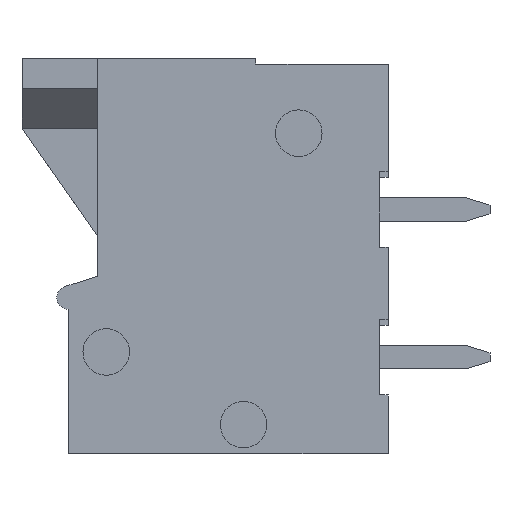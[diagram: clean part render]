
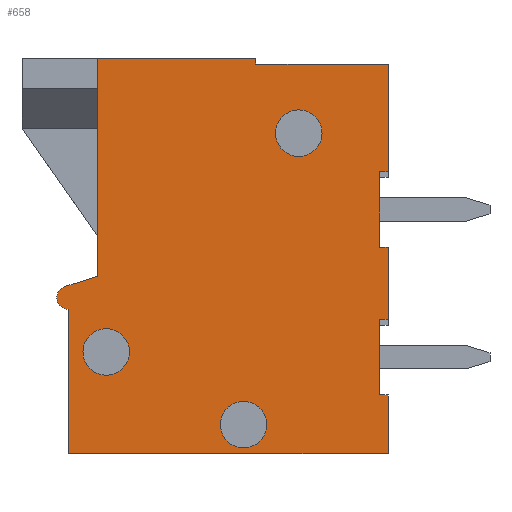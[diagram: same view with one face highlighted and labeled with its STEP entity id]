
A CAD part, left-side view. The second image highlights one B-rep face of the part: STEP entity #658.
In plain terms, the highlighted planar face has unit normal (-1, 0, 0).
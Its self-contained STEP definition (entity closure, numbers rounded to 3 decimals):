
#658 = ADVANCED_FACE( '', ( #1352, #1353, #1354, #1355 ), #1356, .F. );
#1352 = FACE_BOUND( '', #2114, .T. );
#1353 = FACE_OUTER_BOUND( '', #2115, .T. );
#1354 = FACE_BOUND( '', #2116, .T. );
#1355 = FACE_BOUND( '', #2117, .T. );
#1356 = PLANE( '', #2118 );
#2114 = EDGE_LOOP( '', ( #3657 ) );
#2115 = EDGE_LOOP( '', ( #3658, #3659, #3660, #3661, #3662, #3663, #3664, #3665, #3666, #3667, #3668, #3669, #3670, #3671, #3672, #3673, #3674 ) );
#2116 = EDGE_LOOP( '', ( #3675 ) );
#2117 = EDGE_LOOP( '', ( #3676 ) );
#2118 = AXIS2_PLACEMENT_3D( '', #3677, #3678, #3679 );
#3657 = ORIENTED_EDGE( '', *, *, #4994, .T. );
#3658 = ORIENTED_EDGE( '', *, *, #5147, .F. );
#3659 = ORIENTED_EDGE( '', *, *, #4832, .T. );
#3660 = ORIENTED_EDGE( '', *, *, #5269, .F. );
#3661 = ORIENTED_EDGE( '', *, *, #5004, .F. );
#3662 = ORIENTED_EDGE( '', *, *, #5207, .F. );
#3663 = ORIENTED_EDGE( '', *, *, #4724, .T. );
#3664 = ORIENTED_EDGE( '', *, *, #5106, .F. );
#3665 = ORIENTED_EDGE( '', *, *, #5270, .F. );
#3666 = ORIENTED_EDGE( '', *, *, #5194, .F. );
#3667 = ORIENTED_EDGE( '', *, *, #5271, .F. );
#3668 = ORIENTED_EDGE( '', *, *, #4683, .F. );
#3669 = ORIENTED_EDGE( '', *, *, #5061, .F. );
#3670 = ORIENTED_EDGE( '', *, *, #5272, .F. );
#3671 = ORIENTED_EDGE( '', *, *, #5273, .F. );
#3672 = ORIENTED_EDGE( '', *, *, #4965, .F. );
#3673 = ORIENTED_EDGE( '', *, *, #5274, .F. );
#3674 = ORIENTED_EDGE( '', *, *, #5200, .F. );
#3675 = ORIENTED_EDGE( '', *, *, #5275, .T. );
#3676 = ORIENTED_EDGE( '', *, *, #4667, .T. );
#3677 = CARTESIAN_POINT( '', ( -1.27, 5.5, -1.332 ) );
#3678 = DIRECTION( '', ( 1., 0., 0. ) );
#3679 = DIRECTION( '', ( 0., 0., -1. ) );
#4667 = EDGE_CURVE( '', #5555, #5555, #5556, .T. );
#4683 = EDGE_CURVE( '', #5583, #5585, #5586, .T. );
#4724 = EDGE_CURVE( '', #5659, #5657, #5660, .T. );
#4832 = EDGE_CURVE( '', #5844, #5842, #5845, .T. );
#4965 = EDGE_CURVE( '', #6068, #6069, #6070, .T. );
#4994 = EDGE_CURVE( '', #6115, #6115, #6116, .T. );
#5004 = EDGE_CURVE( '', #6130, #6125, #6132, .T. );
#5061 = EDGE_CURVE( '', #6220, #5583, #6221, .T. );
#5106 = EDGE_CURVE( '', #6288, #5657, #6289, .T. );
#5147 = EDGE_CURVE( '', #5844, #6343, #6344, .T. );
#5194 = EDGE_CURVE( '', #6411, #6412, #6413, .T. );
#5200 = EDGE_CURVE( '', #6343, #6420, #6422, .T. );
#5207 = EDGE_CURVE( '', #5659, #6130, #6430, .T. );
#5269 = EDGE_CURVE( '', #6125, #5842, #6514, .T. );
#5270 = EDGE_CURVE( '', #6412, #6288, #6515, .T. );
#5271 = EDGE_CURVE( '', #5585, #6411, #6516, .T. );
#5272 = EDGE_CURVE( '', #6517, #6220, #6518, .T. );
#5273 = EDGE_CURVE( '', #6069, #6517, #6519, .T. );
#5274 = EDGE_CURVE( '', #6420, #6068, #6520, .T. );
#5275 = EDGE_CURVE( '', #6521, #6521, #6522, .T. );
#5555 = VERTEX_POINT( '', #6865 );
#5556 = CIRCLE( '', #6866, 0.8 );
#5583 = VERTEX_POINT( '', #6902 );
#5585 = VERTEX_POINT( '', #6905 );
#5586 = LINE( '', #6906, #6907 );
#5657 = VERTEX_POINT( '', #7008 );
#5659 = VERTEX_POINT( '', #7011 );
#5660 = LINE( '', #7012, #7013 );
#5842 = VERTEX_POINT( '', #7270 );
#5844 = VERTEX_POINT( '', #7273 );
#5845 = LINE( '', #7274, #7275 );
#6068 = VERTEX_POINT( '', #7610 );
#6069 = VERTEX_POINT( '', #7611 );
#6070 = LINE( '', #7612, #7613 );
#6115 = VERTEX_POINT( '', #7673 );
#6116 = CIRCLE( '', #7674, 0.8 );
#6125 = VERTEX_POINT( '', #7698 );
#6130 = VERTEX_POINT( '', #7705 );
#6132 = LINE( '', #7708, #7709 );
#6220 = VERTEX_POINT( '', #7836 );
#6221 = LINE( '', #7837, #7838 );
#6288 = VERTEX_POINT( '', #7935 );
#6289 = LINE( '', #7936, #7937 );
#6343 = VERTEX_POINT( '', #8014 );
#6344 = LINE( '', #8015, #8016 );
#6411 = VERTEX_POINT( '', #8116 );
#6412 = VERTEX_POINT( '', #8117 );
#6413 = LINE( '', #8118, #8119 );
#6420 = VERTEX_POINT( '', #8129 );
#6422 = LINE( '', #8132, #8133 );
#6430 = LINE( '', #8145, #8146 );
#6514 = LINE( '', #8264, #8265 );
#6515 = LINE( '', #8266, #8267 );
#6516 = LINE( '', #8268, #8269 );
#6517 = VERTEX_POINT( '', #8270 );
#6518 = CIRCLE( '', #8271, 0.4 );
#6519 = LINE( '', #8272, #8273 );
#6520 = LINE( '', #8274, #8275 );
#6521 = VERTEX_POINT( '', #8276 );
#6522 = CIRCLE( '', #8277, 0.8 );
#6865 = CARTESIAN_POINT( '', ( -1.27, -1.325, -5.7 ) );
#6866 = AXIS2_PLACEMENT_3D( '', #8682, #8683, #8684 );
#6902 = CARTESIAN_POINT( '', ( -1.27, 4.5, -0.6 ) );
#6905 = CARTESIAN_POINT( '', ( -1.27, 4.5, 6.9 ) );
#6906 = CARTESIAN_POINT( '', ( -1.27, 4.5, -0.6 ) );
#6907 = VECTOR( '', #8701, 1000. );
#7008 = CARTESIAN_POINT( '', ( -1.27, -5.5, 3. ) );
#7011 = CARTESIAN_POINT( '', ( -1.27, -5.2, 3. ) );
#7012 = CARTESIAN_POINT( '', ( -1.27, -5.2, 3. ) );
#7013 = VECTOR( '', #8745, 1000. );
#7270 = CARTESIAN_POINT( '', ( -1.27, -5.5, -2.08 ) );
#7273 = CARTESIAN_POINT( '', ( -1.27, -5.2, -2.08 ) );
#7274 = CARTESIAN_POINT( '', ( -1.27, -5.2, -2.08 ) );
#7275 = VECTOR( '', #8849, 1000. );
#7610 = CARTESIAN_POINT( '', ( -1.27, -5.5, -6.7 ) );
#7611 = CARTESIAN_POINT( '', ( -1.27, 5.5, -6.7 ) );
#7612 = CARTESIAN_POINT( '', ( -1.27, -5.5, -6.7 ) );
#7613 = VECTOR( '', #8997, 1000. );
#7673 = CARTESIAN_POINT( '', ( -1.27, 3.4, -3.2 ) );
#7674 = AXIS2_PLACEMENT_3D( '', #9037, #9038, #9039 );
#7698 = CARTESIAN_POINT( '', ( -1.27, -5.5, 0.4 ) );
#7705 = CARTESIAN_POINT( '', ( -1.27, -5.2, 0.4 ) );
#7708 = CARTESIAN_POINT( '', ( -1.27, -5.2, 0.4 ) );
#7709 = VECTOR( '', #9047, 1000. );
#7836 = CARTESIAN_POINT( '', ( -1.27, 5.619, -0.95 ) );
#7837 = CARTESIAN_POINT( '', ( -1.27, 5.619, -0.95 ) );
#7838 = VECTOR( '', #9105, 1000. );
#7935 = CARTESIAN_POINT( '', ( -1.27, -5.5, 6.7 ) );
#7936 = CARTESIAN_POINT( '', ( -1.27, -5.5, 6.7 ) );
#7937 = VECTOR( '', #9148, 1000. );
#8014 = CARTESIAN_POINT( '', ( -1.27, -5.2, -4.68 ) );
#8015 = CARTESIAN_POINT( '', ( -1.27, -5.2, -2.08 ) );
#8016 = VECTOR( '', #9184, 1000. );
#8116 = CARTESIAN_POINT( '', ( -1.27, -0.95, 6.9 ) );
#8117 = CARTESIAN_POINT( '', ( -1.27, -0.95, 6.7 ) );
#8118 = CARTESIAN_POINT( '', ( -1.27, -0.95, 6.7 ) );
#8119 = VECTOR( '', #9227, 1000. );
#8129 = CARTESIAN_POINT( '', ( -1.27, -5.5, -4.68 ) );
#8132 = CARTESIAN_POINT( '', ( -1.27, -5.2, -4.68 ) );
#8133 = VECTOR( '', #9232, 1000. );
#8145 = CARTESIAN_POINT( '', ( -1.27, -5.2, 3. ) );
#8146 = VECTOR( '', #9237, 1000. );
#8264 = CARTESIAN_POINT( '', ( -1.27, -5.5, 6.7 ) );
#8265 = VECTOR( '', #9296, 1000. );
#8266 = CARTESIAN_POINT( '', ( -1.27, -5.5, 6.7 ) );
#8267 = VECTOR( '', #9297, 1000. );
#8268 = CARTESIAN_POINT( '', ( -1.27, 4.5, 6.9 ) );
#8269 = VECTOR( '', #9298, 1000. );
#8270 = CARTESIAN_POINT( '', ( -1.27, 5.5, -1.732 ) );
#8271 = AXIS2_PLACEMENT_3D( '', #9299, #9300, #9301 );
#8272 = CARTESIAN_POINT( '', ( -1.27, 5.5, -6.7 ) );
#8273 = VECTOR( '', #9302, 1000. );
#8274 = CARTESIAN_POINT( '', ( -1.27, -5.5, 6.7 ) );
#8275 = VECTOR( '', #9303, 1000. );
#8276 = CARTESIAN_POINT( '', ( -1.27, -3.225, 4.325 ) );
#8277 = AXIS2_PLACEMENT_3D( '', #9304, #9305, #9306 );
#8682 = CARTESIAN_POINT( '', ( -1.27, -0.525, -5.7 ) );
#8683 = DIRECTION( '', ( 1., 0., 0. ) );
#8684 = DIRECTION( '', ( 0., -1., 0. ) );
#8701 = DIRECTION( '', ( 0., 0., 1. ) );
#8745 = DIRECTION( '', ( 0., -1., 0. ) );
#8849 = DIRECTION( '', ( 0., -1., 0. ) );
#8997 = DIRECTION( '', ( 0., 1., 0. ) );
#9037 = CARTESIAN_POINT( '', ( -1.27, 4.2, -3.2 ) );
#9038 = DIRECTION( '', ( 1., 0., 0. ) );
#9039 = DIRECTION( '', ( 0., -1., 0. ) );
#9047 = DIRECTION( '', ( 0., -1., 0. ) );
#9105 = DIRECTION( '', ( 0., -0.954, 0.298 ) );
#9148 = DIRECTION( '', ( 0., 0., -1. ) );
#9184 = DIRECTION( '', ( 0., 0., -1. ) );
#9227 = DIRECTION( '', ( 0., 0., -1. ) );
#9232 = DIRECTION( '', ( 0., -1., 0. ) );
#9237 = DIRECTION( '', ( 0., 0., -1. ) );
#9296 = DIRECTION( '', ( 0., 0., -1. ) );
#9297 = DIRECTION( '', ( 0., -1., 0. ) );
#9298 = DIRECTION( '', ( 0., -1., 0. ) );
#9299 = CARTESIAN_POINT( '', ( -1.27, 5.5, -1.332 ) );
#9300 = DIRECTION( '', ( 1., 0., 0. ) );
#9301 = DIRECTION( '', ( 0., -1., 0. ) );
#9302 = DIRECTION( '', ( 0., 0., 1. ) );
#9303 = DIRECTION( '', ( 0., 0., -1. ) );
#9304 = CARTESIAN_POINT( '', ( -1.27, -2.425, 4.325 ) );
#9305 = DIRECTION( '', ( 1., 0., 0. ) );
#9306 = DIRECTION( '', ( 0., -1., 0. ) );
